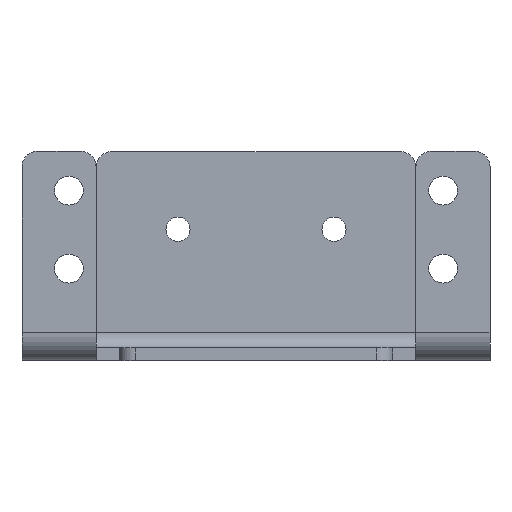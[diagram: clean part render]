
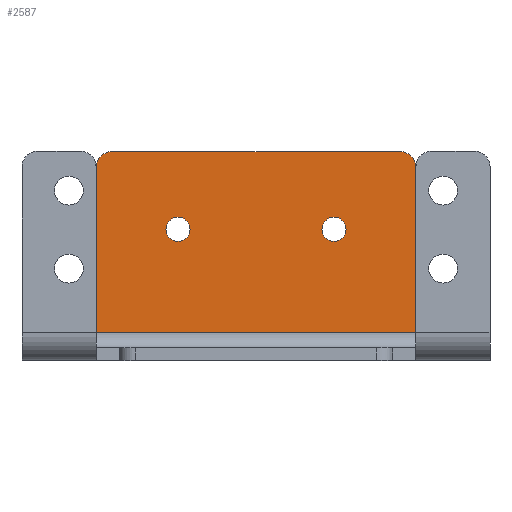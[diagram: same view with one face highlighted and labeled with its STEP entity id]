
A CAD part, top view. The second image highlights one B-rep face of the part: STEP entity #2587.
In plain terms, the highlighted planar face has unit normal (0, 0, 1).
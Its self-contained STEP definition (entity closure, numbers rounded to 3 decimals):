
#52 = ORIENTED_EDGE ( 'NONE', *, *, #2646, .F. ) ;
#61 = CARTESIAN_POINT ( 'NONE',  ( 20.5, 3.6, -19.55 ) ) ;
#66 = VERTEX_POINT ( 'NONE', #1946 ) ;
#68 = EDGE_CURVE ( 'NONE', #232, #685, #2474, .T. ) ;
#107 = AXIS2_PLACEMENT_3D ( 'NONE', #377, #390, #985 ) ;
#121 = LINE ( 'NONE', #1988, #2577 ) ;
#185 = VERTEX_POINT ( 'NONE', #61 ) ;
#221 = ORIENTED_EDGE ( 'NONE', *, *, #1826, .F. ) ;
#226 = LINE ( 'NONE', #1816, #412 ) ;
#232 = VERTEX_POINT ( 'NONE', #1244 ) ;
#272 = EDGE_CURVE ( 'NONE', #1043, #368, #1036, .T. ) ;
#321 = ORIENTED_EDGE ( 'NONE', *, *, #1077, .F. ) ;
#368 = VERTEX_POINT ( 'NONE', #2123 ) ;
#377 = CARTESIAN_POINT ( 'NONE',  ( -18.5, 24.8, -19.55 ) ) ;
#390 = DIRECTION ( 'NONE',  ( 0., 0., 1. ) ) ;
#412 = VECTOR ( 'NONE', #2469, 1000. ) ;
#422 = EDGE_CURVE ( 'NONE', #1252, #2581, #1193, .T. ) ;
#423 = DIRECTION ( 'NONE',  ( 1., 0., 0. ) ) ;
#430 = DIRECTION ( 'NONE',  ( 0., -1., 0. ) ) ;
#485 = EDGE_LOOP ( 'NONE', ( #1144, #2451 ) ) ;
#531 = ORIENTED_EDGE ( 'NONE', *, *, #1661, .F. ) ;
#573 = ORIENTED_EDGE ( 'NONE', *, *, #68, .T. ) ;
#685 = VERTEX_POINT ( 'NONE', #1865 ) ;
#688 = CIRCLE ( 'NONE', #2304, 1.55 ) ;
#723 = EDGE_CURVE ( 'NONE', #66, #1645, #2044, .T. ) ;
#769 = DIRECTION ( 'NONE',  ( 0., -1., 0. ) ) ;
#834 = DIRECTION ( 'NONE',  ( 1., 0., 0. ) ) ;
#865 = DIRECTION ( 'NONE',  ( 0., 0., 1. ) ) ;
#903 = CARTESIAN_POINT ( 'NONE',  ( 18.5, 26.8, -19.55 ) ) ;
#909 = FACE_BOUND ( 'NONE', #2632, .T. ) ;
#936 = DIRECTION ( 'NONE',  ( 0., 0., 1. ) ) ;
#951 = DIRECTION ( 'NONE',  ( 0., 1., 0. ) ) ;
#964 = VERTEX_POINT ( 'NONE', #1516 ) ;
#969 = VECTOR ( 'NONE', #1298, 1000. ) ;
#983 = AXIS2_PLACEMENT_3D ( 'NONE', #2286, #865, #2306 ) ;
#985 = DIRECTION ( 'NONE',  ( 0., -1., 0. ) ) ;
#1019 = AXIS2_PLACEMENT_3D ( 'NONE', #2365, #936, #1523 ) ;
#1036 = CIRCLE ( 'NONE', #983, 1.55 ) ;
#1043 = VERTEX_POINT ( 'NONE', #1323 ) ;
#1061 = FACE_OUTER_BOUND ( 'NONE', #1470, .T. ) ;
#1077 = EDGE_CURVE ( 'NONE', #185, #964, #1218, .T. ) ;
#1144 = ORIENTED_EDGE ( 'NONE', *, *, #422, .F. ) ;
#1172 = DIRECTION ( 'NONE',  ( 0., 0., 1. ) ) ;
#1193 = CIRCLE ( 'NONE', #1019, 1.55 ) ;
#1218 = LINE ( 'NONE', #1721, #969 ) ;
#1240 = CARTESIAN_POINT ( 'NONE',  ( 18.5, 24.8, -19.55 ) ) ;
#1244 = CARTESIAN_POINT ( 'NONE',  ( -18.5, 26.8, -19.55 ) ) ;
#1252 = VERTEX_POINT ( 'NONE', #2641 ) ;
#1298 = DIRECTION ( 'NONE',  ( -1., 0., 0. ) ) ;
#1323 = CARTESIAN_POINT ( 'NONE',  ( 11.55, 16.85, -19.55 ) ) ;
#1363 = AXIS2_PLACEMENT_3D ( 'NONE', #2361, #1172, #2613 ) ;
#1379 = DIRECTION ( 'NONE',  ( 0., 0., 1. ) ) ;
#1391 = EDGE_CURVE ( 'NONE', #232, #1645, #2517, .T. ) ;
#1408 = DIRECTION ( 'NONE',  ( 0., 0., 1. ) ) ;
#1411 = FACE_BOUND ( 'NONE', #485, .T. ) ;
#1470 = EDGE_LOOP ( 'NONE', ( #221, #2276, #2289, #573, #531, #321 ) ) ;
#1516 = CARTESIAN_POINT ( 'NONE',  ( -20.5, 3.6, -19.55 ) ) ;
#1523 = DIRECTION ( 'NONE',  ( 1., 0., 0. ) ) ;
#1527 = PLANE ( 'NONE',  #2068 ) ;
#1542 = CIRCLE ( 'NONE', #1363, 1.55 ) ;
#1645 = VERTEX_POINT ( 'NONE', #903 ) ;
#1661 = EDGE_CURVE ( 'NONE', #964, #685, #121, .T. ) ;
#1721 = CARTESIAN_POINT ( 'NONE',  ( 20.5, 3.6, -19.55 ) ) ;
#1786 = CARTESIAN_POINT ( 'NONE',  ( 0., 0., -19.55 ) ) ;
#1816 = CARTESIAN_POINT ( 'NONE',  ( 20.5, 1.6, -19.55 ) ) ;
#1826 = EDGE_CURVE ( 'NONE', #66, #185, #226, .T. ) ;
#1865 = CARTESIAN_POINT ( 'NONE',  ( -20.5, 24.8, -19.55 ) ) ;
#1946 = CARTESIAN_POINT ( 'NONE',  ( 20.5, 24.8, -19.55 ) ) ;
#1951 = CARTESIAN_POINT ( 'NONE',  ( -11.55, 16.85, -19.55 ) ) ;
#1969 = VECTOR ( 'NONE', #834, 1000. ) ;
#1988 = CARTESIAN_POINT ( 'NONE',  ( -20.5, 26.8, -19.55 ) ) ;
#2044 = CIRCLE ( 'NONE', #2113, 2. ) ;
#2068 = AXIS2_PLACEMENT_3D ( 'NONE', #1786, #1379, #769 ) ;
#2113 = AXIS2_PLACEMENT_3D ( 'NONE', #1240, #1408, #430 ) ;
#2123 = CARTESIAN_POINT ( 'NONE',  ( 8.45, 16.85, -19.55 ) ) ;
#2158 = ORIENTED_EDGE ( 'NONE', *, *, #272, .F. ) ;
#2276 = ORIENTED_EDGE ( 'NONE', *, *, #723, .T. ) ;
#2278 = DIRECTION ( 'NONE',  ( 0., 0., 1. ) ) ;
#2286 = CARTESIAN_POINT ( 'NONE',  ( 10., 16.85, -19.55 ) ) ;
#2289 = ORIENTED_EDGE ( 'NONE', *, *, #1391, .F. ) ;
#2291 = CARTESIAN_POINT ( 'NONE',  ( 20.5, 26.8, -19.55 ) ) ;
#2304 = AXIS2_PLACEMENT_3D ( 'NONE', #2467, #2278, #423 ) ;
#2306 = DIRECTION ( 'NONE',  ( 1., 0., 0. ) ) ;
#2361 = CARTESIAN_POINT ( 'NONE',  ( 10., 16.85, -19.55 ) ) ;
#2365 = CARTESIAN_POINT ( 'NONE',  ( -10., 16.85, -19.55 ) ) ;
#2420 = EDGE_CURVE ( 'NONE', #2581, #1252, #688, .T. ) ;
#2451 = ORIENTED_EDGE ( 'NONE', *, *, #2420, .F. ) ;
#2467 = CARTESIAN_POINT ( 'NONE',  ( -10., 16.85, -19.55 ) ) ;
#2469 = DIRECTION ( 'NONE',  ( 0., -1., 0. ) ) ;
#2474 = CIRCLE ( 'NONE', #107, 2. ) ;
#2517 = LINE ( 'NONE', #2291, #1969 ) ;
#2577 = VECTOR ( 'NONE', #951, 1000. ) ;
#2581 = VERTEX_POINT ( 'NONE', #1951 ) ;
#2587 = ADVANCED_FACE ( 'NONE', ( #909, #1411, #1061 ), #1527, .T. ) ;
#2613 = DIRECTION ( 'NONE',  ( 1., 0., 0. ) ) ;
#2632 = EDGE_LOOP ( 'NONE', ( #2158, #52 ) ) ;
#2641 = CARTESIAN_POINT ( 'NONE',  ( -8.45, 16.85, -19.55 ) ) ;
#2646 = EDGE_CURVE ( 'NONE', #368, #1043, #1542, .T. ) ;
